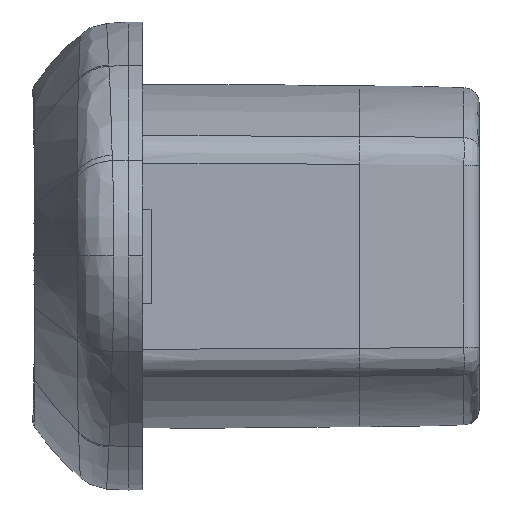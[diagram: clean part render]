
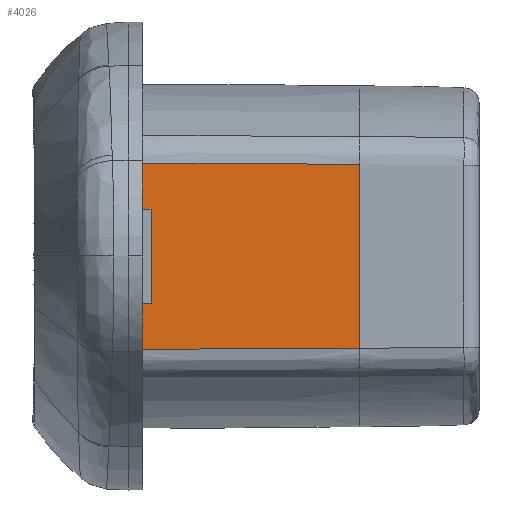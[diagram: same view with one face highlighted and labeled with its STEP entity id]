
A CAD part, left-side view. The second image highlights one B-rep face of the part: STEP entity #4026.
In plain terms, the highlighted planar face has unit normal (-1, -0.007, 0).
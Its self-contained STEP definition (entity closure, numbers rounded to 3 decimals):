
#88 = DIRECTION ( 'NONE',  ( 0., 0., -1. ) ) ;
#338 = CARTESIAN_POINT ( 'NONE',  ( -24.922, 6.076, -8.93 ) ) ;
#663 = ORIENTED_EDGE ( 'NONE', *, *, #6044, .F. ) ;
#779 = LINE ( 'NONE', #10735, #5247 ) ;
#791 = CARTESIAN_POINT ( 'NONE',  ( -24.926, 6.536, 9.287 ) ) ;
#1720 = EDGE_CURVE ( 'NONE', #15911, #20781, #13428, .T. ) ;
#2498 = DIRECTION ( 'NONE',  ( -1., -0.007, 0. ) ) ;
#4020 = CARTESIAN_POINT ( 'NONE',  ( -24.922, 6.076, -8.93 ) ) ;
#4026 = ADVANCED_FACE ( 'NONE', ( #9736 ), #5778, .T. ) ;
#4433 = LINE ( 'NONE', #11361, #21772 ) ;
#5247 = VECTOR ( 'NONE', #12811, 1000. ) ;
#5778 = PLANE ( 'NONE',  #10250 ) ;
#6044 = EDGE_CURVE ( 'NONE', #15911, #7433, #779, .T. ) ;
#7433 = VERTEX_POINT ( 'NONE', #12407 ) ;
#7785 = ORIENTED_EDGE ( 'NONE', *, *, #1720, .T. ) ;
#8200 = CARTESIAN_POINT ( 'NONE',  ( -24.762, -16.924, -8.832 ) ) ;
#8309 = ORIENTED_EDGE ( 'NONE', *, *, #18541, .F. ) ;
#9736 = FACE_OUTER_BOUND ( 'NONE', #16695, .T. ) ;
#10250 = AXIS2_PLACEMENT_3D ( 'NONE', #791, #2498, #14212 ) ;
#10735 = CARTESIAN_POINT ( 'NONE',  ( -24.762, -16.924, 8.832 ) ) ;
#11269 = DIRECTION ( 'NONE',  ( 0., 0., -1. ) ) ;
#11361 = CARTESIAN_POINT ( 'NONE',  ( -24.762, -16.924, -17.043 ) ) ;
#12407 = CARTESIAN_POINT ( 'NONE',  ( -24.762, -16.924, 8.832 ) ) ;
#12811 = DIRECTION ( 'NONE',  ( 0.007, -1., -0.004 ) ) ;
#13078 = EDGE_CURVE ( 'NONE', #20087, #20781, #21030, .T. ) ;
#13173 = VECTOR ( 'NONE', #20405, 1000. ) ;
#13428 = LINE ( 'NONE', #19046, #13945 ) ;
#13945 = VECTOR ( 'NONE', #11269, 1000. ) ;
#14074 = CARTESIAN_POINT ( 'NONE',  ( -24.922, 6.076, 8.93 ) ) ;
#14212 = DIRECTION ( 'NONE',  ( 0.007, -1., 0. ) ) ;
#15911 = VERTEX_POINT ( 'NONE', #14074 ) ;
#16075 = ORIENTED_EDGE ( 'NONE', *, *, #13078, .F. ) ;
#16695 = EDGE_LOOP ( 'NONE', ( #8309, #663, #7785, #16075 ) ) ;
#18541 = EDGE_CURVE ( 'NONE', #7433, #20087, #4433, .T. ) ;
#19046 = CARTESIAN_POINT ( 'NONE',  ( -24.922, 6.076, 9.287 ) ) ;
#20087 = VERTEX_POINT ( 'NONE', #8200 ) ;
#20405 = DIRECTION ( 'NONE',  ( -0.007, 1., -0.004 ) ) ;
#20781 = VERTEX_POINT ( 'NONE', #4020 ) ;
#21030 = LINE ( 'NONE', #338, #13173 ) ;
#21772 = VECTOR ( 'NONE', #88, 1000. ) ;
